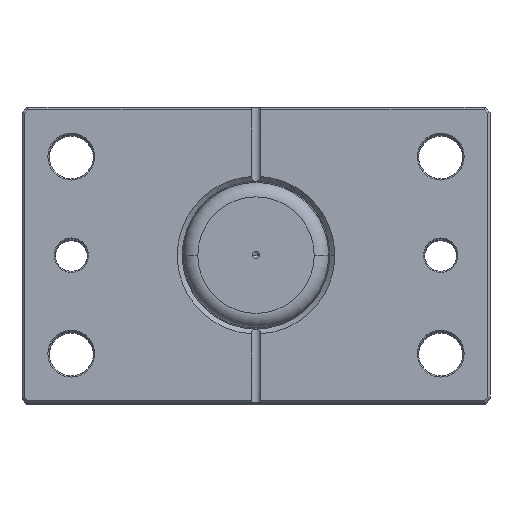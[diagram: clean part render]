
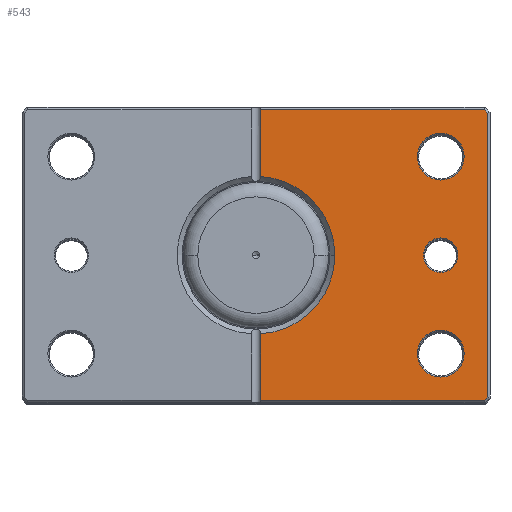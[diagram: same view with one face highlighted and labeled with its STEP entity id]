
A CAD part, top view. The second image highlights one B-rep face of the part: STEP entity #543.
In plain terms, the highlighted face is planar.
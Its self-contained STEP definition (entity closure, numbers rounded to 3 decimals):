
#10 = DIRECTION ( 'NONE',  ( 0., 0., 1. ) ) ;
#28 = VERTEX_POINT ( 'NONE', #6039 ) ;
#35 = DIRECTION ( 'NONE',  ( 1., 0., 0. ) ) ;
#168 = LINE ( 'NONE', #204, #5705 ) ;
#204 = CARTESIAN_POINT ( 'NONE',  ( 0., -59., 0. ) ) ;
#225 = ORIENTED_EDGE ( 'NONE', *, *, #884, .T. ) ;
#227 = DIRECTION ( 'NONE',  ( -1., 0., 0. ) ) ;
#303 = CARTESIAN_POINT ( 'NONE',  ( -94., -57.586, 0. ) ) ;
#325 = DIRECTION ( 'NONE',  ( 0., 0., 1. ) ) ;
#327 = ORIENTED_EDGE ( 'NONE', *, *, #5858, .T. ) ;
#436 = ORIENTED_EDGE ( 'NONE', *, *, #5998, .T. ) ;
#441 = DIRECTION ( 'NONE',  ( 1., 0., 0. ) ) ;
#464 = CARTESIAN_POINT ( 'NONE',  ( -2., 31.937, 0. ) ) ;
#490 = CARTESIAN_POINT ( 'NONE',  ( -94., 0., 0. ) ) ;
#494 = CARTESIAN_POINT ( 'NONE',  ( -2., -59., 0. ) ) ;
#498 = VERTEX_POINT ( 'NONE', #494 ) ;
#499 = VERTEX_POINT ( 'NONE', #303 ) ;
#502 = EDGE_CURVE ( 'NONE', #4208, #2384, #4116, .T. ) ;
#543 = ADVANCED_FACE ( 'NONE', ( #3601, #2111, #2475, #6509 ), #4256, .F. ) ;
#586 = ORIENTED_EDGE ( 'NONE', *, *, #502, .T. ) ;
#594 = CARTESIAN_POINT ( 'NONE',  ( 0., 59., 0. ) ) ;
#627 = CIRCLE ( 'NONE', #5822, 9.5 ) ;
#691 = EDGE_CURVE ( 'NONE', #4433, #1899, #2555, .T. ) ;
#795 = CIRCLE ( 'NONE', #4060, 9.5 ) ;
#857 = CARTESIAN_POINT ( 'NONE',  ( -2., -31.937, 0. ) ) ;
#884 = EDGE_CURVE ( 'NONE', #5557, #6387, #5887, .T. ) ;
#966 = VECTOR ( 'NONE', #1174, 1000. ) ;
#1008 = CARTESIAN_POINT ( 'NONE',  ( 0., 0., 0. ) ) ;
#1070 = EDGE_CURVE ( 'NONE', #3381, #499, #5971, .T. ) ;
#1077 = CIRCLE ( 'NONE', #3578, 7. ) ;
#1096 = ORIENTED_EDGE ( 'NONE', *, *, #4862, .T. ) ;
#1118 = CARTESIAN_POINT ( 'NONE',  ( -65.5, -40., 0. ) ) ;
#1126 = AXIS2_PLACEMENT_3D ( 'NONE', #3117, #2665, #4920 ) ;
#1174 = DIRECTION ( 'NONE',  ( 1., 0., 0. ) ) ;
#1199 = CARTESIAN_POINT ( 'NONE',  ( -68., 0., 0. ) ) ;
#1298 = CARTESIAN_POINT ( 'NONE',  ( -75., 0., 0. ) ) ;
#1411 = DIRECTION ( 'NONE',  ( 0., 0., 1. ) ) ;
#1548 = DIRECTION ( 'NONE',  ( 1., 0., 0. ) ) ;
#1607 = CARTESIAN_POINT ( 'NONE',  ( -75.793, 75.793, 0. ) ) ;
#1610 = VERTEX_POINT ( 'NONE', #1984 ) ;
#1638 = CARTESIAN_POINT ( 'NONE',  ( -75., -40., 0. ) ) ;
#1682 = ORIENTED_EDGE ( 'NONE', *, *, #1070, .T. ) ;
#1714 = AXIS2_PLACEMENT_3D ( 'NONE', #1298, #2431, #5166 ) ;
#1825 = LINE ( 'NONE', #1607, #4602 ) ;
#1898 = AXIS2_PLACEMENT_3D ( 'NONE', #2778, #3372, #35 ) ;
#1899 = VERTEX_POINT ( 'NONE', #464 ) ;
#1931 = EDGE_CURVE ( 'NONE', #499, #5231, #3067, .T. ) ;
#1984 = CARTESIAN_POINT ( 'NONE',  ( -65.5, 40., 0. ) ) ;
#2043 = ORIENTED_EDGE ( 'NONE', *, *, #5771, .T. ) ;
#2077 = ORIENTED_EDGE ( 'NONE', *, *, #1931, .T. ) ;
#2111 = FACE_BOUND ( 'NONE', #6301, .T. ) ;
#2206 = DIRECTION ( 'NONE',  ( 1., 0., 0. ) ) ;
#2287 = VERTEX_POINT ( 'NONE', #3558 ) ;
#2384 = VERTEX_POINT ( 'NONE', #857 ) ;
#2431 = DIRECTION ( 'NONE',  ( 0., 0., 1. ) ) ;
#2451 = LINE ( 'NONE', #594, #966 ) ;
#2475 = FACE_BOUND ( 'NONE', #5780, .T. ) ;
#2519 = EDGE_CURVE ( 'NONE', #5346, #2287, #795, .T. ) ;
#2555 = LINE ( 'NONE', #3274, #6920 ) ;
#2597 = DIRECTION ( 'NONE',  ( -0.707, 0.707, 0. ) ) ;
#2665 = DIRECTION ( 'NONE',  ( 0., 0., 1. ) ) ;
#2778 = CARTESIAN_POINT ( 'NONE',  ( -75., 40., 0. ) ) ;
#2796 = CIRCLE ( 'NONE', #5509, 9.5 ) ;
#2872 = EDGE_CURVE ( 'NONE', #498, #3381, #168, .T. ) ;
#2925 = ORIENTED_EDGE ( 'NONE', *, *, #6135, .T. ) ;
#2943 = CARTESIAN_POINT ( 'NONE',  ( 0., 0., 0. ) ) ;
#3065 = VECTOR ( 'NONE', #2597, 1000. ) ;
#3067 = LINE ( 'NONE', #490, #5639 ) ;
#3117 = CARTESIAN_POINT ( 'NONE',  ( 0., 0., 0. ) ) ;
#3193 = ORIENTED_EDGE ( 'NONE', *, *, #5910, .T. ) ;
#3274 = CARTESIAN_POINT ( 'NONE',  ( -2., 60., 0. ) ) ;
#3347 = CARTESIAN_POINT ( 'NONE',  ( -75., 0., 0. ) ) ;
#3372 = DIRECTION ( 'NONE',  ( 0., 0., 1. ) ) ;
#3381 = VERTEX_POINT ( 'NONE', #5914 ) ;
#3509 = DIRECTION ( 'NONE',  ( 1., 0., 0. ) ) ;
#3558 = CARTESIAN_POINT ( 'NONE',  ( -84.5, -40., 0. ) ) ;
#3578 = AXIS2_PLACEMENT_3D ( 'NONE', #3347, #10, #3900 ) ;
#3601 = FACE_BOUND ( 'NONE', #5624, .T. ) ;
#3656 = CARTESIAN_POINT ( 'NONE',  ( -75., 40., 0. ) ) ;
#3777 = DIRECTION ( 'NONE',  ( 0., 0., 1. ) ) ;
#3800 = ORIENTED_EDGE ( 'NONE', *, *, #2872, .T. ) ;
#3900 = DIRECTION ( 'NONE',  ( 1., 0., 0. ) ) ;
#4028 = VECTOR ( 'NONE', #6085, 1000. ) ;
#4060 = AXIS2_PLACEMENT_3D ( 'NONE', #7032, #3777, #441 ) ;
#4116 = CIRCLE ( 'NONE', #6054, 32. ) ;
#4162 = CARTESIAN_POINT ( 'NONE',  ( -75.793, -75.793, 0. ) ) ;
#4163 = ORIENTED_EDGE ( 'NONE', *, *, #4826, .T. ) ;
#4206 = DIRECTION ( 'NONE',  ( 1., 0., 0. ) ) ;
#4208 = VERTEX_POINT ( 'NONE', #6535 ) ;
#4256 = PLANE ( 'NONE',  #1126 ) ;
#4344 = ORIENTED_EDGE ( 'NONE', *, *, #691, .T. ) ;
#4433 = VERTEX_POINT ( 'NONE', #5082 ) ;
#4602 = VECTOR ( 'NONE', #5475, 1000. ) ;
#4826 = EDGE_CURVE ( 'NONE', #6387, #5557, #1077, .T. ) ;
#4831 = CARTESIAN_POINT ( 'NONE',  ( -84.5, 40., 0. ) ) ;
#4832 = ORIENTED_EDGE ( 'NONE', *, *, #2519, .T. ) ;
#4862 = EDGE_CURVE ( 'NONE', #2384, #498, #6585, .T. ) ;
#4897 = DIRECTION ( 'NONE',  ( 0., 1., 0. ) ) ;
#4920 = DIRECTION ( 'NONE',  ( 1., 0., 0. ) ) ;
#4971 = CARTESIAN_POINT ( 'NONE',  ( -82., 0., 0. ) ) ;
#5082 = CARTESIAN_POINT ( 'NONE',  ( -2., 59., 0. ) ) ;
#5166 = DIRECTION ( 'NONE',  ( 1., 0., 0. ) ) ;
#5231 = VERTEX_POINT ( 'NONE', #6519 ) ;
#5346 = VERTEX_POINT ( 'NONE', #1118 ) ;
#5410 = EDGE_CURVE ( 'NONE', #2287, #5346, #2796, .T. ) ;
#5475 = DIRECTION ( 'NONE',  ( 0.707, 0.707, 0. ) ) ;
#5509 = AXIS2_PLACEMENT_3D ( 'NONE', #1638, #5511, #2206 ) ;
#5511 = DIRECTION ( 'NONE',  ( 0., 0., 1. ) ) ;
#5553 = CIRCLE ( 'NONE', #1898, 9.5 ) ;
#5557 = VERTEX_POINT ( 'NONE', #1199 ) ;
#5624 = EDGE_LOOP ( 'NONE', ( #4163, #225 ) ) ;
#5639 = VECTOR ( 'NONE', #4897, 1000. ) ;
#5705 = VECTOR ( 'NONE', #227, 1000. ) ;
#5771 = EDGE_CURVE ( 'NONE', #5231, #28, #1825, .T. ) ;
#5780 = EDGE_LOOP ( 'NONE', ( #2925, #327 ) ) ;
#5822 = AXIS2_PLACEMENT_3D ( 'NONE', #3656, #325, #4206 ) ;
#5858 = EDGE_CURVE ( 'NONE', #1610, #6241, #5553, .T. ) ;
#5887 = CIRCLE ( 'NONE', #1714, 7. ) ;
#5910 = EDGE_CURVE ( 'NONE', #28, #4433, #2451, .T. ) ;
#5914 = CARTESIAN_POINT ( 'NONE',  ( -92.586, -59., 0. ) ) ;
#5922 = ORIENTED_EDGE ( 'NONE', *, *, #5410, .T. ) ;
#5971 = LINE ( 'NONE', #4162, #3065 ) ;
#5998 = EDGE_CURVE ( 'NONE', #1899, #4208, #6315, .T. ) ;
#6039 = CARTESIAN_POINT ( 'NONE',  ( -92.586, 59., 0. ) ) ;
#6054 = AXIS2_PLACEMENT_3D ( 'NONE', #1008, #1411, #1548 ) ;
#6085 = DIRECTION ( 'NONE',  ( 0., -1., 0. ) ) ;
#6135 = EDGE_CURVE ( 'NONE', #6241, #1610, #627, .T. ) ;
#6241 = VERTEX_POINT ( 'NONE', #4831 ) ;
#6301 = EDGE_LOOP ( 'NONE', ( #5922, #4832 ) ) ;
#6315 = CIRCLE ( 'NONE', #6337, 32. ) ;
#6337 = AXIS2_PLACEMENT_3D ( 'NONE', #2943, #6776, #3509 ) ;
#6387 = VERTEX_POINT ( 'NONE', #4971 ) ;
#6509 = FACE_OUTER_BOUND ( 'NONE', #6780, .T. ) ;
#6519 = CARTESIAN_POINT ( 'NONE',  ( -94., 57.586, 0. ) ) ;
#6535 = CARTESIAN_POINT ( 'NONE',  ( -32., 0., 0. ) ) ;
#6585 = LINE ( 'NONE', #6630, #4028 ) ;
#6630 = CARTESIAN_POINT ( 'NONE',  ( -2., 60., 0. ) ) ;
#6696 = DIRECTION ( 'NONE',  ( 0., -1., 0. ) ) ;
#6776 = DIRECTION ( 'NONE',  ( 0., 0., 1. ) ) ;
#6780 = EDGE_LOOP ( 'NONE', ( #4344, #436, #586, #1096, #3800, #1682, #2077, #2043, #3193 ) ) ;
#6920 = VECTOR ( 'NONE', #6696, 1000. ) ;
#7032 = CARTESIAN_POINT ( 'NONE',  ( -75., -40., 0. ) ) ;
